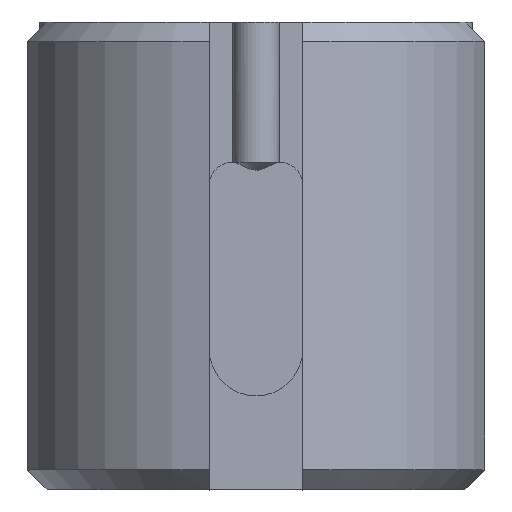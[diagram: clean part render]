
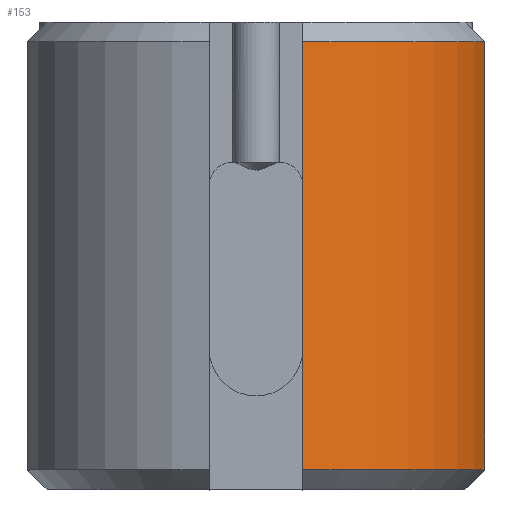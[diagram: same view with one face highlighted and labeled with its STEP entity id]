
A CAD part, top view. The second image highlights one B-rep face of the part: STEP entity #153.
In plain terms, the highlighted cylindrical face has radius 11 mm (diameter 22 mm), a partial arc.
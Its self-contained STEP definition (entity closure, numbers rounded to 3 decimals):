
#153 = ADVANCED_FACE( '', ( #345 ), #346, .T. );
#345 = FACE_OUTER_BOUND( '', #572, .T. );
#346 = CYLINDRICAL_SURFACE( '', #573, 11. );
#572 = EDGE_LOOP( '', ( #998, #999, #1000, #1001 ) );
#573 = AXIS2_PLACEMENT_3D( '', #1002, #1003, #1004 );
#998 = ORIENTED_EDGE( '', *, *, #1596, .F. );
#999 = ORIENTED_EDGE( '', *, *, #1542, .T. );
#1000 = ORIENTED_EDGE( '', *, *, #1472, .T. );
#1001 = ORIENTED_EDGE( '', *, *, #1432, .T. );
#1002 = CARTESIAN_POINT( '', ( 0., 0., 0. ) );
#1003 = DIRECTION( '', ( 0., 1., 0. ) );
#1004 = DIRECTION( '', ( 0., 0., -1. ) );
#1432 = EDGE_CURVE( '', #1737, #1735, #1738, .T. );
#1472 = EDGE_CURVE( '', #1808, #1737, #1809, .T. );
#1542 = EDGE_CURVE( '', #1928, #1808, #1929, .F. );
#1596 = EDGE_CURVE( '', #1928, #1735, #2010, .T. );
#1735 = VERTEX_POINT( '', #2188 );
#1737 = VERTEX_POINT( '', #2193 );
#1738 = LINE( '', #2194, #2195 );
#1808 = VERTEX_POINT( '', #2307 );
#1809 = CIRCLE( '', #2308, 11. );
#1928 = VERTEX_POINT( '', #2532 );
#1929 = LINE( '', #2533, #2534 );
#2010 = CIRCLE( '', #2698, 11. );
#2188 = CARTESIAN_POINT( '', ( 2.2, 0.92, 10.778 ) );
#2193 = CARTESIAN_POINT( '', ( 2.2, 21.08, 10.778 ) );
#2194 = CARTESIAN_POINT( '', ( 2.2, 0., 10.778 ) );
#2195 = VECTOR( '', #2996, 1000. );
#2307 = CARTESIAN_POINT( '', ( 10.778, 21.08, 2.2 ) );
#2308 = AXIS2_PLACEMENT_3D( '', #3037, #3038, #3039 );
#2532 = CARTESIAN_POINT( '', ( 10.778, 0.92, 2.2 ) );
#2533 = CARTESIAN_POINT( '', ( 10.778, 0., 2.2 ) );
#2534 = VECTOR( '', #3126, 1000. );
#2698 = AXIS2_PLACEMENT_3D( '', #3190, #3191, #3192 );
#2996 = DIRECTION( '', ( 0., -1., 0. ) );
#3037 = CARTESIAN_POINT( '', ( 0., 21.08, 0. ) );
#3038 = DIRECTION( '', ( 0., -1., 0. ) );
#3039 = DIRECTION( '', ( 0., 0., -1. ) );
#3126 = DIRECTION( '', ( 0., -1., 0. ) );
#3190 = CARTESIAN_POINT( '', ( 0., 0.92, 0. ) );
#3191 = DIRECTION( '', ( 0., -1., 0. ) );
#3192 = DIRECTION( '', ( 0., 0., -1. ) );
